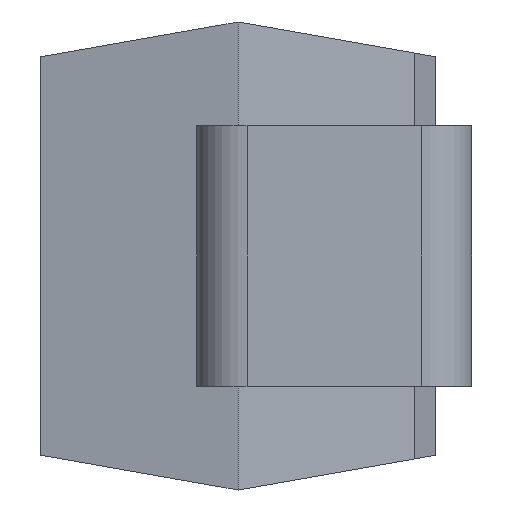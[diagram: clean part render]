
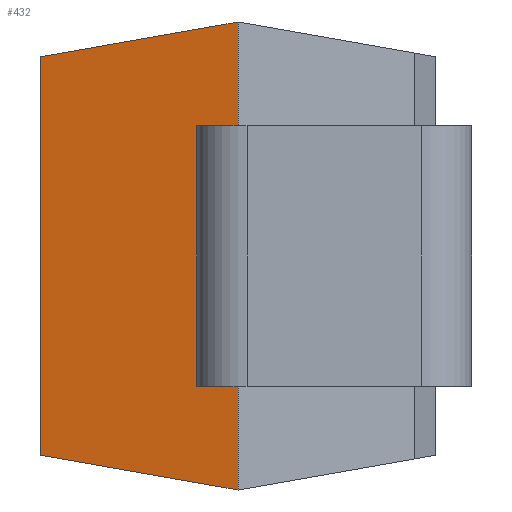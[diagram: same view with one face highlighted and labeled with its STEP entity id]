
A CAD part, left-side view. The second image highlights one B-rep face of the part: STEP entity #432.
In plain terms, the highlighted planar face has unit normal (-0.985, 0.174, 0).
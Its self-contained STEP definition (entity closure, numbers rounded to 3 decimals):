
#19 = DIRECTION ( 'NONE',  ( 0., 0., 1. ) ) ;
#56 = CARTESIAN_POINT ( 'NONE',  ( -2.15, 1.3, -1.302 ) ) ;
#91 = VECTOR ( 'NONE', #151, 1000. ) ;
#98 = ORIENTED_EDGE ( 'NONE', *, *, #608, .T. ) ;
#145 = EDGE_CURVE ( 'NONE', #455, #1642, #290, .T. ) ;
#151 = DIRECTION ( 'NONE',  ( 0., 0., 1. ) ) ;
#241 = DIRECTION ( 'NONE',  ( -0.174, -0.985, 0. ) ) ;
#271 = CARTESIAN_POINT ( 'NONE',  ( -2.074, 1.732, -1.226 ) ) ;
#290 = LINE ( 'NONE', #1587, #659 ) ;
#304 = DIRECTION ( 'NONE',  ( -0.171, -0.97, 0.171 ) ) ;
#432 = ADVANCED_FACE ( 'NONE', ( #978 ), #1539, .T. ) ;
#455 = VERTEX_POINT ( 'NONE', #1673 ) ;
#525 = CARTESIAN_POINT ( 'NONE',  ( -2.15, 1.3, 1.302 ) ) ;
#533 = DIRECTION ( 'NONE',  ( -0.985, 0.174, 0. ) ) ;
#535 = ORIENTED_EDGE ( 'NONE', *, *, #1301, .F. ) ;
#548 = CARTESIAN_POINT ( 'NONE',  ( -2.15, 1.3, 1.302 ) ) ;
#608 = EDGE_CURVE ( 'NONE', #674, #1217, #1718, .T. ) ;
#659 = VECTOR ( 'NONE', #19, 1000. ) ;
#674 = VERTEX_POINT ( 'NONE', #56 ) ;
#704 = DIRECTION ( 'NONE',  ( -0.171, -0.97, -0.171 ) ) ;
#714 = CARTESIAN_POINT ( 'NONE',  ( -2.15, 1.3, 1.302 ) ) ;
#746 = CARTESIAN_POINT ( 'NONE',  ( -2.15, 1.3, 1.302 ) ) ;
#788 = VECTOR ( 'NONE', #304, 1000. ) ;
#847 = LINE ( 'NONE', #714, #788 ) ;
#938 = ORIENTED_EDGE ( 'NONE', *, *, #1667, .T. ) ;
#978 = FACE_OUTER_BOUND ( 'NONE', #1152, .T. ) ;
#1009 = LINE ( 'NONE', #271, #1610 ) ;
#1118 = CARTESIAN_POINT ( 'NONE',  ( -1.956, 2.4, 1.109 ) ) ;
#1152 = EDGE_LOOP ( 'NONE', ( #1715, #938, #98, #535 ) ) ;
#1217 = VERTEX_POINT ( 'NONE', #548 ) ;
#1301 = EDGE_CURVE ( 'NONE', #1642, #1217, #847, .T. ) ;
#1539 = PLANE ( 'NONE',  #1652 ) ;
#1587 = CARTESIAN_POINT ( 'NONE',  ( -1.956, 2.4, 1.302 ) ) ;
#1610 = VECTOR ( 'NONE', #704, 1000. ) ;
#1642 = VERTEX_POINT ( 'NONE', #1118 ) ;
#1652 = AXIS2_PLACEMENT_3D ( 'NONE', #525, #533, #241 ) ;
#1667 = EDGE_CURVE ( 'NONE', #455, #674, #1009, .T. ) ;
#1673 = CARTESIAN_POINT ( 'NONE',  ( -1.956, 2.4, -1.109 ) ) ;
#1715 = ORIENTED_EDGE ( 'NONE', *, *, #145, .F. ) ;
#1718 = LINE ( 'NONE', #746, #91 ) ;
